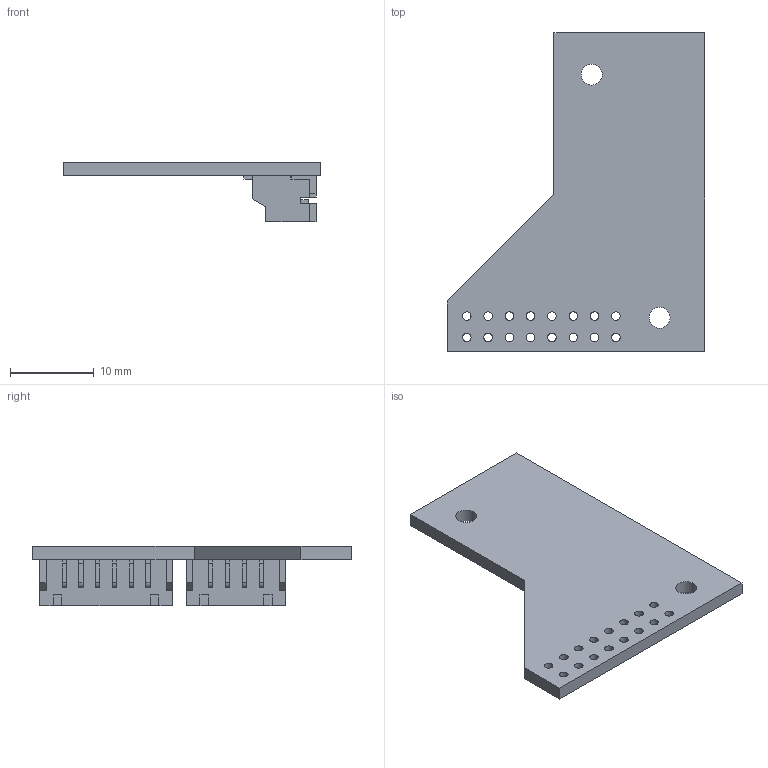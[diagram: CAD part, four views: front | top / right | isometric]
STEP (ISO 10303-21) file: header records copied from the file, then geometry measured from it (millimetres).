
FILE_DESCRIPTION(('KiCad electronic assembly'),'2;1');
FILE_NAME('JST_Adapter.stp','2016-11-14T13:11:01',('An Author'),( 'A Company'),'Open CASCADE STEP processor 6.8', 'KiCad to STEP converter','Unknown');
FILE_SCHEMA(('AUTOMOTIVE_DESIGN_CC2 { 1 2 10303 214 -1 1 5 4 }'));
Length unit declared in the file: millimetre
Products named in the file (6): Open CASCADE STEP translator 6.8 1; S6B-PH-SM4-TB_-_S6B-PH-SM4; SOLID; S4B-PH-SM4-TB_-_S4B-PH-SM4; COMPOUND
Assembly tree (5 placements, depth 3):
  Open CASCADE STEP translator 6.8 1
    S6B-PH-SM4-TB_-_S6B-PH-SM4
      SOLID
    S4B-PH-SM4-TB_-_S4B-PH-SM4
      SOLID
    COMPOUND
Bounding box: 30.75 x 38 x 7.1 mm (x, y, z)
Volume: 1846.7 mm3; surface area: 3237.3 mm2
Topology: 3 solids, 3 shells, 286 faces, 800 edges, 532 vertices
Faces by surface type: plane 238, cylinder 48
Full cylindrical faces by diameter (mm): 1.016 x16, 2.5 x2
Entity records: 24352 total; most frequent: CARTESIAN_POINT 6500, DIRECTION 2894, LINE 2088, VECTOR 2088, ORIENTED_EDGE 1600, PCURVE 1600, DEFINITIONAL_REPRESENTATION 1600, EDGE_CURVE 800
